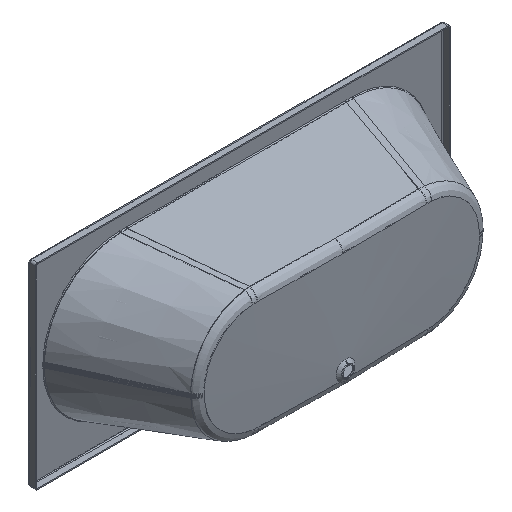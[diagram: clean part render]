
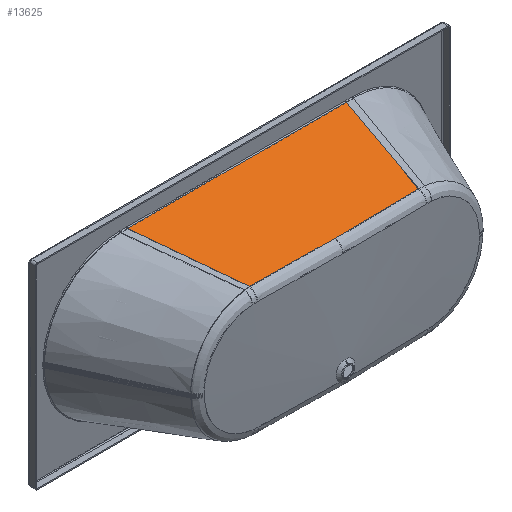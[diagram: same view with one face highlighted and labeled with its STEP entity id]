
A CAD part, isometric view. The second image highlights one B-rep face of the part: STEP entity #13625.
In plain terms, the highlighted free-form (B-spline) face has degree [3, 3] with [4, 4] control points.
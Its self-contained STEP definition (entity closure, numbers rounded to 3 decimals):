
#4568=CARTESIAN_POINT('',(387.073,-453.554,289.287));
#4570=CARTESIAN_POINT('',(387.073,-453.554,289.287));
#4571=CARTESIAN_POINT('',(425.055,-305.178,310.801));
#4572=CARTESIAN_POINT('',(463.038,-156.802,332.316));
#4573=CARTESIAN_POINT('',(501.02,-8.426,353.831));
#4580=CARTESIAN_POINT('',(501.02,-8.426,353.831));
#4582=CARTESIAN_POINT('',(387.073,-453.554,289.287));
#4583=CARTESIAN_POINT('',(378.958,-453.692,289.267));
#4584=CARTESIAN_POINT('',(362.994,-453.958,289.228));
#4585=CARTESIAN_POINT('',(340.133,-454.324,289.175));
#4586=CARTESIAN_POINT('',(317.487,-454.672,289.125));
#4587=CARTESIAN_POINT('',(295.271,-454.997,289.078));
#4588=CARTESIAN_POINT('',(273.359,-455.301,289.034));
#4589=CARTESIAN_POINT('',(251.731,-455.585,288.993));
#4590=CARTESIAN_POINT('',(230.333,-455.847,288.954));
#4591=CARTESIAN_POINT('',(209.129,-456.089,288.919));
#4592=CARTESIAN_POINT('',(188.081,-456.31,288.887));
#4593=CARTESIAN_POINT('',(167.152,-456.509,288.858));
#4594=CARTESIAN_POINT('',(146.309,-456.687,288.833));
#4595=CARTESIAN_POINT('',(125.526,-456.843,288.81));
#4596=CARTESIAN_POINT('',(104.788,-456.977,288.791));
#4597=CARTESIAN_POINT('',(84.092,-457.087,288.775));
#4598=CARTESIAN_POINT('',(63.352,-457.174,288.762));
#4599=CARTESIAN_POINT('',(42.815,-457.237,288.753));
#4600=CARTESIAN_POINT('',(21.539,-457.276,288.747));
#4601=CARTESIAN_POINT('',(7.222,-457.285,288.746));
#4602=CARTESIAN_POINT('',(0.,-457.285,
288.746));
#4604=CARTESIAN_POINT('',(0.,-457.285,
288.746));
#4605=CARTESIAN_POINT('',(-7.,-457.285,
288.746));
#4606=CARTESIAN_POINT('',(-20.926,-457.277,
288.747));
#4607=CARTESIAN_POINT('',(-41.414,-457.24,
288.752));
#4608=CARTESIAN_POINT('',(-62.045,-457.179,
288.761));
#4609=CARTESIAN_POINT('',(-82.631,-457.094,
288.774));
#4610=CARTESIAN_POINT('',(-103.26,-456.986,
288.789));
#4611=CARTESIAN_POINT('',(-123.924,-456.854,
288.808));
#4612=CARTESIAN_POINT('',(-144.643,-456.701,
288.831));
#4613=CARTESIAN_POINT('',(-165.434,-456.525,
288.856));
#4614=CARTESIAN_POINT('',(-186.332,-456.327,
288.885));
#4615=CARTESIAN_POINT('',(-207.371,-456.108,
288.917));
#4616=CARTESIAN_POINT('',(-228.586,-455.868,
288.951));
#4617=CARTESIAN_POINT('',(-250.019,-455.606,
288.989));
#4618=CARTESIAN_POINT('',(-271.713,-455.323,
289.03));
#4619=CARTESIAN_POINT('',(-293.701,-455.019,
289.075));
#4620=CARTESIAN_POINT('',(-316.087,-454.693,
289.122));
#4621=CARTESIAN_POINT('',(-338.717,-454.346,
289.172));
#4622=CARTESIAN_POINT('',(-362.431,-453.967,
289.227));
#4623=CARTESIAN_POINT('',(-378.761,-453.695,
289.267));
#4624=CARTESIAN_POINT('',(-387.073,-453.554,
289.287));
#4626=CARTESIAN_POINT('',(-387.073,-453.554,
289.287));
#4627=CARTESIAN_POINT('',(-425.055,-305.178,
310.801));
#4628=CARTESIAN_POINT('',(-463.038,-156.802,
332.316));
#4629=CARTESIAN_POINT('',(-501.02,-8.426,
353.831));
#4631=DIRECTION('',(-1.,0.,0.));
#4632=VECTOR('',#4631,1002.04);
#4633=CARTESIAN_POINT('',(501.02,-8.426,353.831));
#4634=LINE('',#4633,#4632);
#5754=VERTEX_POINT('',#4580);
#5756=CARTESIAN_POINT('',(-501.02,-8.426,
353.831));
#5757=VERTEX_POINT('',#5756);
#5837=VERTEX_POINT('',#4568);
#5839=VERTEX_POINT('',#4602);
#5841=VERTEX_POINT('',#4624);
#13600=CARTESIAN_POINT('',(392.668,-461.774,
288.095));
#13601=CARTESIAN_POINT('',(130.889,-461.774,
288.095));
#13602=CARTESIAN_POINT('',(-130.889,-461.774,
288.095));
#13603=CARTESIAN_POINT('',(-392.668,-461.774,
288.095));
#13604=CARTESIAN_POINT('',(432.516,-309.162,
310.224));
#13605=CARTESIAN_POINT('',(144.172,-309.162,
310.224));
#13606=CARTESIAN_POINT('',(-144.172,-309.162,
310.224));
#13607=CARTESIAN_POINT('',(-432.516,-309.162,
310.224));
#13608=CARTESIAN_POINT('',(472.364,-156.55,
332.353));
#13609=CARTESIAN_POINT('',(157.455,-156.55,
332.353));
#13610=CARTESIAN_POINT('',(-157.455,-156.55,
332.353));
#13611=CARTESIAN_POINT('',(-472.364,-156.55,
332.353));
#13612=CARTESIAN_POINT('',(512.212,-3.937,
354.481));
#13613=CARTESIAN_POINT('',(170.737,-3.937,
354.481));
#13614=CARTESIAN_POINT('',(-170.737,-3.937,
354.481));
#13615=CARTESIAN_POINT('',(-512.212,-3.937,
354.481));
#13616=B_SPLINE_SURFACE_WITH_KNOTS('',3,3,((#13600,#13601,#13602,#13603),
(#13604,#13605,#13606,#13607),(#13608,#13609,#13610,#13611),(#13612,#13613,
#13614,#13615)),.UNSPECIFIED.,.F.,.F.,.F.,(4,4),(4,4),(0.078,
0.994),(0.631,0.869),.UNSPECIFIED.);
#13617=ORIENTED_EDGE('',*,*,#10978,.T.);
#13618=ORIENTED_EDGE('',*,*,#11113,.T.);
#13620=ORIENTED_EDGE('',*,*,#13619,.T.);
#13621=ORIENTED_EDGE('',*,*,#12299,.F.);
#13622=ORIENTED_EDGE('',*,*,#13592,.F.);
#13623=EDGE_LOOP('',(#13617,#13618,#13620,#13621,#13622));
#13624=FACE_OUTER_BOUND('',#13623,.F.);
#4574=B_SPLINE_CURVE_WITH_KNOTS('',3,(#4570,#4571,#4572,#4573),.UNSPECIFIED.,
.F.,.F.,(4,4),(0.,1.),.UNSPECIFIED.);
#4603=B_SPLINE_CURVE_WITH_KNOTS('',3,(#4582,#4583,#4584,#4585,#4586,#4587,#4588,
#4589,#4590,#4591,#4592,#4593,#4594,#4595,#4596,#4597,#4598,#4599,#4600,#4601,
#4602),.UNSPECIFIED.,.F.,.F.,(4,1,1,1,1,1,1,1,1,1,1,1,1,1,1,1,1,1,4),(0.,
0.056,0.111,0.167,0.222,
0.278,0.333,0.389,0.444,0.5,
0.556,0.611,0.667,0.722,
0.778,0.833,0.889,0.944,1.),
.UNSPECIFIED.);
#4625=B_SPLINE_CURVE_WITH_KNOTS('',3,(#4604,#4605,#4606,#4607,#4608,#4609,#4610,
#4611,#4612,#4613,#4614,#4615,#4616,#4617,#4618,#4619,#4620,#4621,#4622,#4623,
#4624),.UNSPECIFIED.,.F.,.F.,(4,1,1,1,1,1,1,1,1,1,1,1,1,1,1,1,1,1,4),(0.,
0.056,0.111,0.167,0.222,
0.278,0.333,0.389,0.444,0.5,
0.556,0.611,0.667,0.722,
0.778,0.833,0.889,0.944,1.),
.UNSPECIFIED.);
#4630=B_SPLINE_CURVE_WITH_KNOTS('',3,(#4626,#4627,#4628,#4629),.UNSPECIFIED.,
.F.,.F.,(4,4),(0.,1.),.UNSPECIFIED.);
#10978=EDGE_CURVE('',#5837,#5839,#4603,.T.);
#11113=EDGE_CURVE('',#5839,#5841,#4625,.T.);
#12299=EDGE_CURVE('',#5754,#5757,#4634,.T.);
#13592=EDGE_CURVE('',#5837,#5754,#4574,.T.);
#13619=EDGE_CURVE('',#5841,#5757,#4630,.T.);
#13625=ADVANCED_FACE('',(#13624),#13616,.T.);
